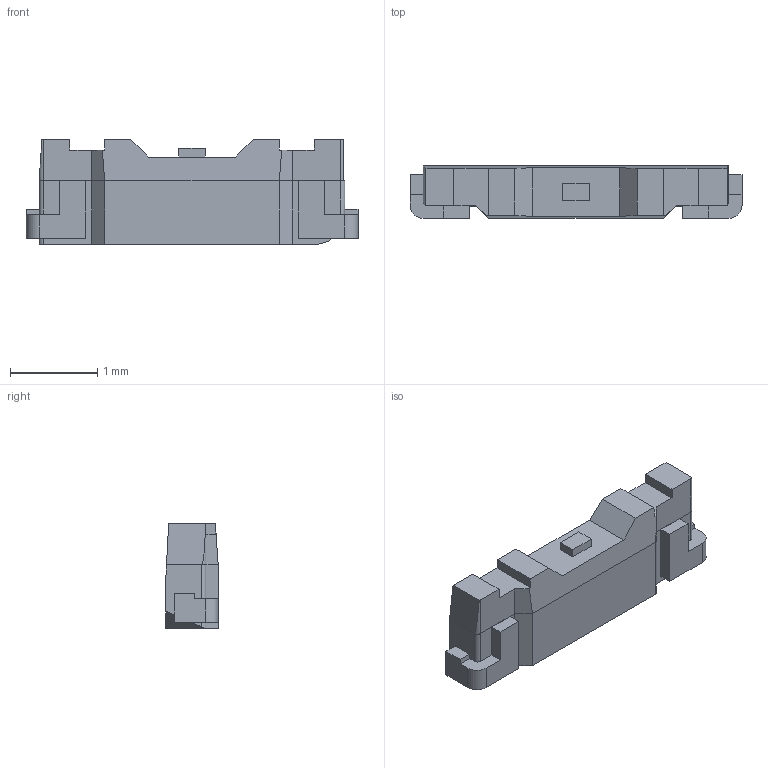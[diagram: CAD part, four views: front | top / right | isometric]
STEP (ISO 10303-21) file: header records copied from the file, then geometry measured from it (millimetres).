
FILE_DESCRIPTION (( 'STEP AP214' ), '1' );
FILE_NAME ('LTW-006DCG-E2.STEP', '2023-06-23T15:27:06', ( '' ), ( '' ), 'SwSTEP 2.0', 'SolidWorks 2017', '' );
FILE_SCHEMA (( 'AUTOMOTIVE_DESIGN' ));
Length unit declared in the file: millimetre
Products named in the file (1): LTW-006DCG-E2
Bounding box: 3.8 x 0.6 x 1.2 mm (x, y, z)
Volume: 2.2 mm3; surface area: 22.1 mm2
Topology: 5 solids, 5 shells, 91 faces, 237 edges, 158 vertices
Faces by surface type: plane 74, cylinder 17
Entity records: 2835 total; most frequent: CARTESIAN_POINT 496, ORIENTED_EDGE 474, DIRECTION 451, EDGE_CURVE 237, LINE 201, VECTOR 201, VERTEX_POINT 158, AXIS2_PLACEMENT_3D 125
